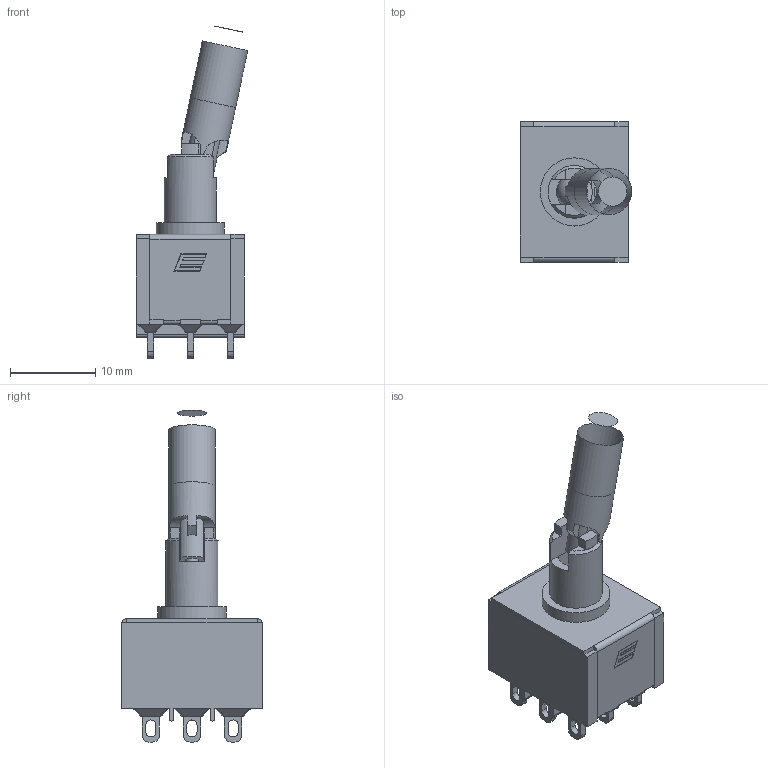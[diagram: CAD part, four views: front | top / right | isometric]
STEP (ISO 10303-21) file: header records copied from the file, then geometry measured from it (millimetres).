
FILE_DESCRIPTION(/* description */ (''),/* implementation_level */ '2;1');
FILE_NAME(/* name */ '1003PxK2B25M1xE.stp',/* time_stamp */ '2025-04-30T10:50:43-05:00',/* author */ ('mroman'),/* organization */ (''),/* preprocessor_version */ 'ST-DEVELOPER v18.1',/* originating_system */ 'Autodesk Inventor 2022',/* authorisation */ '');
FILE_SCHEMA (('AUTOMOTIVE_DESIGN { 1 0 10303 214 3 1 1 }'));
Length unit declared in the file: inch
Products named in the file (1): 1003PxK2B25M1xE
Bounding box: 13.08 x 16.51 x 38.96 mm (x, y, z)
Volume: 2855.4 mm3; surface area: 2004.5 mm2
Topology: 1 solids, 3 shells, 453 faces, 1183 edges, 706 vertices
Faces by surface type: plane 269, cylinder 143, sphere 38, cone 3
Full cylindrical faces by diameter (mm): 1.5 x1, 4.2 x2, 5.44 x2, 8 x1
Entity records: 13638 total; most frequent: CARTESIAN_POINT 2454, DIRECTION 2373, ORIENTED_EDGE 2292, EDGE_CURVE 1146, AXIS2_PLACEMENT_3D 793, LINE 787, VECTOR 787, VERTEX_POINT 706
